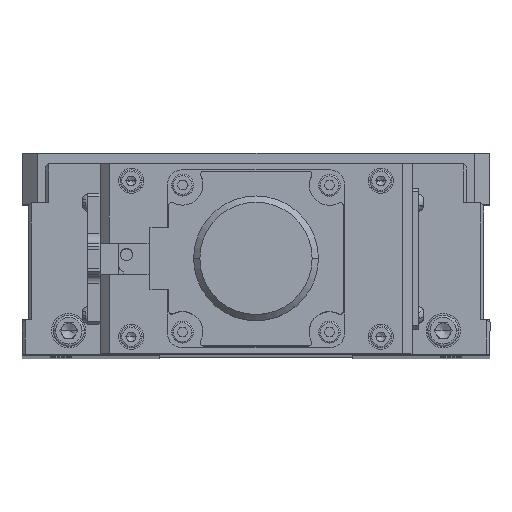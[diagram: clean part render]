
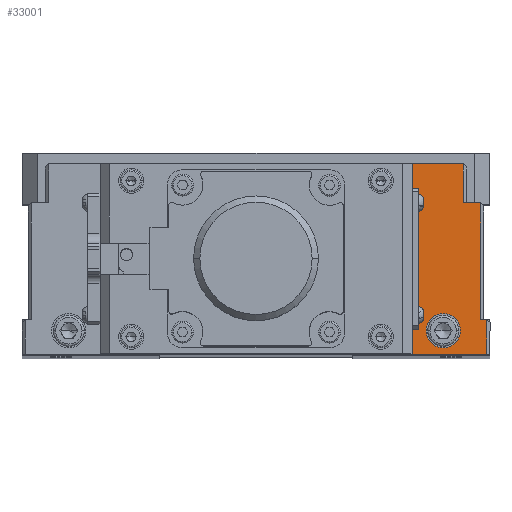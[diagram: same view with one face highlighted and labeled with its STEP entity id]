
A CAD part, top view. The second image highlights one B-rep face of the part: STEP entity #33001.
In plain terms, the highlighted planar face has unit normal (0, 0, 1).
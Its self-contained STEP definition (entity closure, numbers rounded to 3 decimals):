
#492 = EDGE_CURVE ( 'NONE', #38615, #23417, #32935, .T. ) ;
#1117 = CIRCLE ( 'NONE', #33618, 5.5 ) ;
#1153 = LINE ( 'NONE', #35453, #41091 ) ;
#1420 = CARTESIAN_POINT ( 'NONE',  ( 50., 46., 303. ) ) ;
#1554 = VERTEX_POINT ( 'NONE', #38663 ) ;
#1588 = DIRECTION ( 'NONE',  ( 1., 0., 0. ) ) ;
#2317 = VECTOR ( 'NONE', #50721, 1000. ) ;
#2371 = EDGE_CURVE ( 'NONE', #49866, #4279, #35247, .T. ) ;
#2716 = ORIENTED_EDGE ( 'NONE', *, *, #19228, .F. ) ;
#2913 = EDGE_CURVE ( 'NONE', #29723, #1554, #38464, .T. ) ;
#3043 = ORIENTED_EDGE ( 'NONE', *, *, #18538, .F. ) ;
#3106 = CARTESIAN_POINT ( 'NONE',  ( 44., 16., 303. ) ) ;
#3329 = VERTEX_POINT ( 'NONE', #8247 ) ;
#3592 = VECTOR ( 'NONE', #50528, 1000. ) ;
#3607 = DIRECTION ( 'NONE',  ( -1., 0., 0. ) ) ;
#3907 = CARTESIAN_POINT ( 'NONE',  ( 65.5, 8., 303. ) ) ;
#4279 = VERTEX_POINT ( 'NONE', #27379 ) ;
#4896 = CARTESIAN_POINT ( 'NONE',  ( 60., 8., 303. ) ) ;
#6128 = AXIS2_PLACEMENT_3D ( 'NONE', #32090, #23949, #43653 ) ;
#6636 = VECTOR ( 'NONE', #34734, 1000. ) ;
#7237 = LINE ( 'NONE', #17035, #35718 ) ;
#8024 = ORIENTED_EDGE ( 'NONE', *, *, #36642, .F. ) ;
#8097 = CARTESIAN_POINT ( 'NONE',  ( 72., 11.5, 303. ) ) ;
#8223 = CARTESIAN_POINT ( 'NONE',  ( 72., 0.5, 303. ) ) ;
#8247 = CARTESIAN_POINT ( 'NONE',  ( 50., 61.5, 303. ) ) ;
#8584 = LINE ( 'NONE', #17483, #22442 ) ;
#9138 = ORIENTED_EDGE ( 'NONE', *, *, #30861, .F. ) ;
#9739 = DIRECTION ( 'NONE',  ( 0., 0., 1. ) ) ;
#10204 = EDGE_CURVE ( 'NONE', #29432, #4279, #51802, .T. ) ;
#10408 = CARTESIAN_POINT ( 'NONE',  ( 50., 61.5, 303. ) ) ;
#12123 = FACE_BOUND ( 'NONE', #20627, .T. ) ;
#12508 = DIRECTION ( 'NONE',  ( 0., 0., 1. ) ) ;
#14470 = EDGE_LOOP ( 'NONE', ( #39988, #35054, #37817, #40567, #37135, #15869, #9138, #2716, #18845, #8024, #3043, #33074 ) ) ;
#14653 = FACE_OUTER_BOUND ( 'NONE', #14470, .T. ) ;
#14900 = DIRECTION ( 'NONE',  ( 1., 0., 0. ) ) ;
#15113 = EDGE_CURVE ( 'NONE', #29432, #29723, #1153, .T. ) ;
#15869 = ORIENTED_EDGE ( 'NONE', *, *, #492, .T. ) ;
#16229 = CARTESIAN_POINT ( 'NONE',  ( 50., 0.5, 303. ) ) ;
#17035 = CARTESIAN_POINT ( 'NONE',  ( 50., 16., 303. ) ) ;
#17483 = CARTESIAN_POINT ( 'NONE',  ( 44., 46., 303. ) ) ;
#17844 = CARTESIAN_POINT ( 'NONE',  ( 66.5, 61.5, 303. ) ) ;
#18408 = DIRECTION ( 'NONE',  ( 0., 1., 0. ) ) ;
#18538 = EDGE_CURVE ( 'NONE', #1554, #36903, #7237, .T. ) ;
#18845 = ORIENTED_EDGE ( 'NONE', *, *, #24962, .F. ) ;
#19228 = EDGE_CURVE ( 'NONE', #19834, #3329, #41527, .T. ) ;
#19834 = VERTEX_POINT ( 'NONE', #22026 ) ;
#20065 = DIRECTION ( 'NONE',  ( 0., 1., 0. ) ) ;
#20228 = VECTOR ( 'NONE', #23051, 1000. ) ;
#20627 = EDGE_LOOP ( 'NONE', ( #33894, #49838 ) ) ;
#21017 = CARTESIAN_POINT ( 'NONE',  ( 67.5, 49., 303. ) ) ;
#21151 = AXIS2_PLACEMENT_3D ( 'NONE', #4896, #12508, #45291 ) ;
#22026 = CARTESIAN_POINT ( 'NONE',  ( 50., 46., 303. ) ) ;
#22270 = VERTEX_POINT ( 'NONE', #45880 ) ;
#22442 = VECTOR ( 'NONE', #33724, 1000. ) ;
#22446 = CARTESIAN_POINT ( 'NONE',  ( 44., 46., 303. ) ) ;
#22558 = LINE ( 'NONE', #8223, #38466 ) ;
#22600 = CARTESIAN_POINT ( 'NONE',  ( 50., 61.5, 303. ) ) ;
#22693 = CARTESIAN_POINT ( 'NONE',  ( 67.5, 61.5, 303. ) ) ;
#23051 = DIRECTION ( 'NONE',  ( 0., 1., 0. ) ) ;
#23417 = VERTEX_POINT ( 'NONE', #17844 ) ;
#23726 = DIRECTION ( 'NONE',  ( -1., 0., 0. ) ) ;
#23949 = DIRECTION ( 'NONE',  ( 0., 0., -1. ) ) ;
#24411 = EDGE_CURVE ( 'NONE', #49866, #38210, #22558, .T. ) ;
#24962 = EDGE_CURVE ( 'NONE', #36011, #19834, #38276, .T. ) ;
#25567 = VECTOR ( 'NONE', #40890, 1000. ) ;
#25636 = VECTOR ( 'NONE', #18408, 1000. ) ;
#26583 = CARTESIAN_POINT ( 'NONE',  ( 73., 11.5, 303. ) ) ;
#27379 = CARTESIAN_POINT ( 'NONE',  ( 74., 11.5, 303. ) ) ;
#29032 = CARTESIAN_POINT ( 'NONE',  ( 66.5, 49., 303. ) ) ;
#29432 = VERTEX_POINT ( 'NONE', #46738 ) ;
#29723 = VERTEX_POINT ( 'NONE', #16229 ) ;
#30107 = CARTESIAN_POINT ( 'NONE',  ( 74., 0.5, 303. ) ) ;
#30861 = EDGE_CURVE ( 'NONE', #3329, #23417, #38962, .T. ) ;
#31561 = CARTESIAN_POINT ( 'NONE',  ( 66.5, 0.5, 303. ) ) ;
#31903 = PLANE ( 'NONE',  #6128 ) ;
#32090 = CARTESIAN_POINT ( 'NONE',  ( 0., 0.5, 303. ) ) ;
#32935 = LINE ( 'NONE', #31561, #20228 ) ;
#33001 = ADVANCED_FACE ( 'NONE', ( #12123, #14653 ), #31903, .F. ) ;
#33074 = ORIENTED_EDGE ( 'NONE', *, *, #2913, .F. ) ;
#33618 = AXIS2_PLACEMENT_3D ( 'NONE', #38072, #9739, #50345 ) ;
#33629 = CIRCLE ( 'NONE', #21151, 5.5 ) ;
#33724 = DIRECTION ( 'NONE',  ( 0., 1., 0. ) ) ;
#33894 = ORIENTED_EDGE ( 'NONE', *, *, #43689, .F. ) ;
#34734 = DIRECTION ( 'NONE',  ( 1., 0., 0. ) ) ;
#35054 = ORIENTED_EDGE ( 'NONE', *, *, #10204, .T. ) ;
#35247 = LINE ( 'NONE', #26583, #50548 ) ;
#35453 = CARTESIAN_POINT ( 'NONE',  ( 75., 0.5, 303. ) ) ;
#35718 = VECTOR ( 'NONE', #23726, 1000. ) ;
#36011 = VERTEX_POINT ( 'NONE', #22446 ) ;
#36642 = EDGE_CURVE ( 'NONE', #36903, #36011, #8584, .T. ) ;
#36903 = VERTEX_POINT ( 'NONE', #3106 ) ;
#37135 = ORIENTED_EDGE ( 'NONE', *, *, #39219, .F. ) ;
#37817 = ORIENTED_EDGE ( 'NONE', *, *, #2371, .F. ) ;
#38072 = CARTESIAN_POINT ( 'NONE',  ( 60., 8., 303. ) ) ;
#38210 = VERTEX_POINT ( 'NONE', #51433 ) ;
#38276 = LINE ( 'NONE', #1420, #50249 ) ;
#38464 = LINE ( 'NONE', #10408, #3592 ) ;
#38466 = VECTOR ( 'NONE', #20065, 1000. ) ;
#38615 = VERTEX_POINT ( 'NONE', #29032 ) ;
#38663 = CARTESIAN_POINT ( 'NONE',  ( 50., 16., 303. ) ) ;
#38962 = LINE ( 'NONE', #22693, #6636 ) ;
#39219 = EDGE_CURVE ( 'NONE', #38615, #38210, #41462, .T. ) ;
#39988 = ORIENTED_EDGE ( 'NONE', *, *, #15113, .F. ) ;
#40567 = ORIENTED_EDGE ( 'NONE', *, *, #24411, .T. ) ;
#40890 = DIRECTION ( 'NONE',  ( 1., 0., 0. ) ) ;
#41091 = VECTOR ( 'NONE', #3607, 1000. ) ;
#41462 = LINE ( 'NONE', #21017, #25567 ) ;
#41527 = LINE ( 'NONE', #22600, #25636 ) ;
#43653 = DIRECTION ( 'NONE',  ( -1., 0., 0. ) ) ;
#43689 = EDGE_CURVE ( 'NONE', #49276, #22270, #1117, .T. ) ;
#45291 = DIRECTION ( 'NONE',  ( 1., 0., 0. ) ) ;
#45880 = CARTESIAN_POINT ( 'NONE',  ( 54.5, 8., 303. ) ) ;
#46043 = EDGE_CURVE ( 'NONE', #22270, #49276, #33629, .T. ) ;
#46738 = CARTESIAN_POINT ( 'NONE',  ( 74., 0.5, 303. ) ) ;
#49276 = VERTEX_POINT ( 'NONE', #3907 ) ;
#49838 = ORIENTED_EDGE ( 'NONE', *, *, #46043, .F. ) ;
#49866 = VERTEX_POINT ( 'NONE', #8097 ) ;
#50249 = VECTOR ( 'NONE', #1588, 1000. ) ;
#50345 = DIRECTION ( 'NONE',  ( 1., 0., 0. ) ) ;
#50528 = DIRECTION ( 'NONE',  ( 0., 1., 0. ) ) ;
#50548 = VECTOR ( 'NONE', #14900, 1000. ) ;
#50721 = DIRECTION ( 'NONE',  ( 0., 1., 0. ) ) ;
#51433 = CARTESIAN_POINT ( 'NONE',  ( 72., 49., 303. ) ) ;
#51802 = LINE ( 'NONE', #30107, #2317 ) ;
